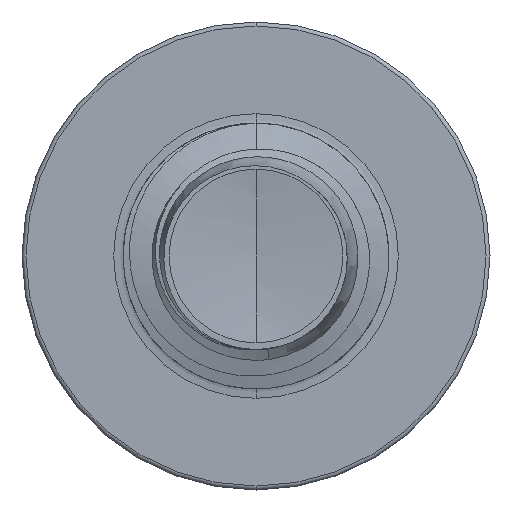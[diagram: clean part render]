
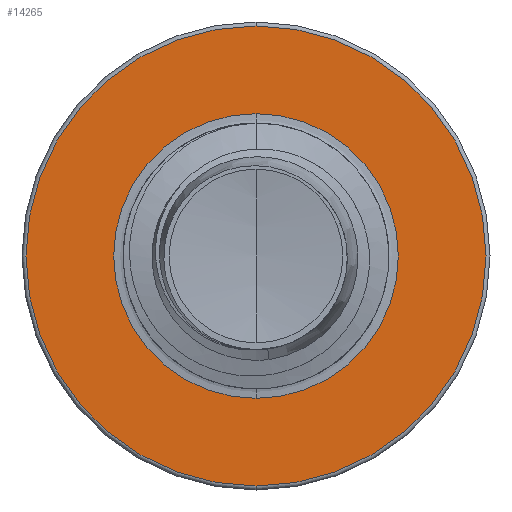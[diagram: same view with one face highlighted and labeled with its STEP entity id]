
A CAD part, front view. The second image highlights one B-rep face of the part: STEP entity #14265.
In plain terms, the highlighted planar face has unit normal (0, -1, 0).
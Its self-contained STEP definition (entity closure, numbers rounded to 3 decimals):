
#605 = DIRECTION ( 'NONE',  ( 0., 0., 1. ) ) ;
#834 = ORIENTED_EDGE ( 'NONE', *, *, #3824, .T. ) ;
#1428 = VERTEX_POINT ( 'NONE', #1834 ) ;
#1834 = CARTESIAN_POINT ( 'NONE',  ( 0., 6.5, 4.325 ) ) ;
#1941 = AXIS2_PLACEMENT_3D ( 'NONE', #16869, #8785, #605 ) ;
#2229 = EDGE_LOOP ( 'NONE', ( #10801, #14418 ) ) ;
#2574 = CIRCLE ( 'NONE', #9474, 2.677 ) ;
#3365 = AXIS2_PLACEMENT_3D ( 'NONE', #8567, #3419, #12851 ) ;
#3419 = DIRECTION ( 'NONE',  ( 0., 1., 0. ) ) ;
#3448 = AXIS2_PLACEMENT_3D ( 'NONE', #13651, #5611, #15034 ) ;
#3523 = CARTESIAN_POINT ( 'NONE',  ( 0., 6.5, -4.325 ) ) ;
#3824 = EDGE_CURVE ( 'NONE', #8127, #7249, #14245, .T. ) ;
#4501 = CIRCLE ( 'NONE', #1941, 4.325 ) ;
#5611 = DIRECTION ( 'NONE',  ( 0., 1., 0. ) ) ;
#5991 = EDGE_CURVE ( 'NONE', #1428, #11960, #4501, .T. ) ;
#6395 = FACE_OUTER_BOUND ( 'NONE', #2229, .T. ) ;
#6599 = CARTESIAN_POINT ( 'NONE',  ( 0., 6.5, 0. ) ) ;
#6765 = DIRECTION ( 'NONE',  ( 0., 1., 0. ) ) ;
#6778 = EDGE_CURVE ( 'NONE', #11960, #1428, #16343, .T. ) ;
#7249 = VERTEX_POINT ( 'NONE', #10054 ) ;
#7667 = EDGE_CURVE ( 'NONE', #7249, #8127, #2574, .T. ) ;
#7955 = DIRECTION ( 'NONE',  ( 0., 0., 1. ) ) ;
#8127 = VERTEX_POINT ( 'NONE', #9695 ) ;
#8567 = CARTESIAN_POINT ( 'NONE',  ( 0., 6.5, -2.677 ) ) ;
#8785 = DIRECTION ( 'NONE',  ( 0., 1., 0. ) ) ;
#9474 = AXIS2_PLACEMENT_3D ( 'NONE', #6599, #16030, #7955 ) ;
#9551 = FACE_BOUND ( 'NONE', #13144, .T. ) ;
#9695 = CARTESIAN_POINT ( 'NONE',  ( 0., 6.5, -2.677 ) ) ;
#10054 = CARTESIAN_POINT ( 'NONE',  ( 0., 6.5, 2.677 ) ) ;
#10801 = ORIENTED_EDGE ( 'NONE', *, *, #5991, .F. ) ;
#11207 = ORIENTED_EDGE ( 'NONE', *, *, #7667, .T. ) ;
#11960 = VERTEX_POINT ( 'NONE', #3523 ) ;
#12851 = DIRECTION ( 'NONE',  ( 0., 0., 1. ) ) ;
#13144 = EDGE_LOOP ( 'NONE', ( #11207, #834 ) ) ;
#13265 = AXIS2_PLACEMENT_3D ( 'NONE', #14826, #6765, #16194 ) ;
#13651 = CARTESIAN_POINT ( 'NONE',  ( 0., 6.5, 0. ) ) ;
#14245 = CIRCLE ( 'NONE', #13265, 2.677 ) ;
#14265 = ADVANCED_FACE ( 'NONE', ( #6395, #9551 ), #15536, .F. ) ;
#14418 = ORIENTED_EDGE ( 'NONE', *, *, #6778, .F. ) ;
#14826 = CARTESIAN_POINT ( 'NONE',  ( 0., 6.5, 0. ) ) ;
#15034 = DIRECTION ( 'NONE',  ( 0., 0., 1. ) ) ;
#15536 = PLANE ( 'NONE',  #3365 ) ;
#16030 = DIRECTION ( 'NONE',  ( 0., 1., 0. ) ) ;
#16194 = DIRECTION ( 'NONE',  ( 0., 0., 1. ) ) ;
#16343 = CIRCLE ( 'NONE', #3448, 4.325 ) ;
#16869 = CARTESIAN_POINT ( 'NONE',  ( 0., 6.5, 0. ) ) ;
